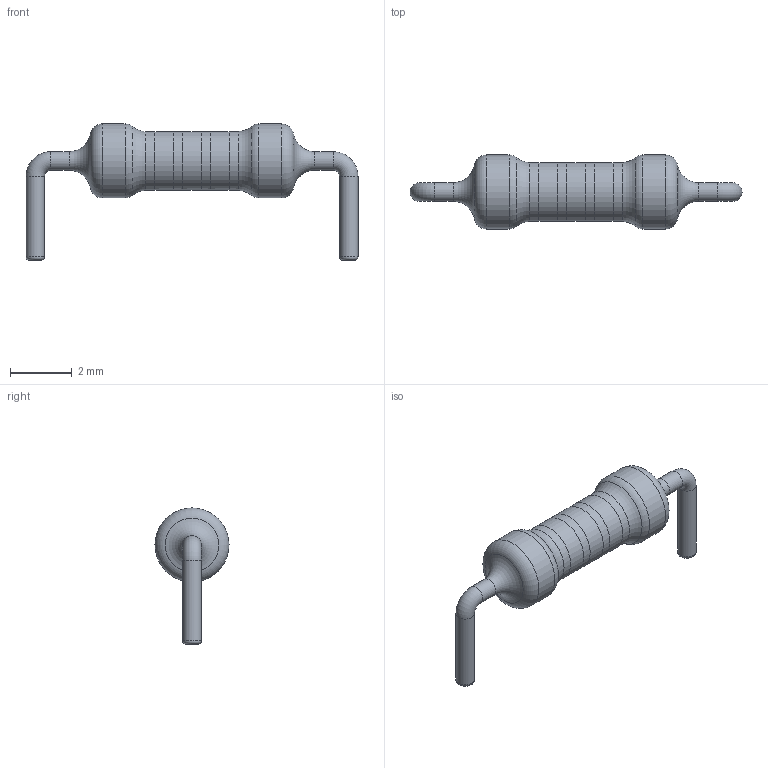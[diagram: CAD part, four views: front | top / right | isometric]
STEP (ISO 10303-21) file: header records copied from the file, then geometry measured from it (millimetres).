
FILE_DESCRIPTION(/* description */ (''),/* implementation_level */ '2;1');
FILE_NAME(/* name */ 'User_Library-Res40-Axial_Short_0_25W-5_6K_ipt_dbe7fb4f.STEP',/* time_stamp */ '2024-05-28T16:08:14+01:00',/* author */ ('rlndo'),/* organization */ (''),/* preprocessor_version */ 'ST-DEVELOPER v16.13',/* originating_system */ 'Autodesk Inventor 2018',/* authorisation */ '');
FILE_SCHEMA (('AUTOMOTIVE_DESIGN { 1 0 10303 214 3 1 1 }'));
Length unit declared in the file: millimetre
Products named in the file (1): User_Library-Res40-Axial_Short_0_25W-5_6K
Bounding box: 10.76 x 2.4 x 4.41 mm (x, y, z)
Volume: 26.3 mm3; surface area: 68.2 mm2
Topology: 1 solids, 1 shells, 27 faces, 61 edges, 36 vertices
Faces by surface type: cylinder 13, torus 12, plane 2
Full cylindrical faces by diameter (mm): 0.6 x4, 1.9 x3, 1.901 x4, 2.4 x2
Entity records: 689 total; most frequent: DIRECTION 116, CARTESIAN_POINT 88, ORIENTED_EDGE 60, AXIS2_PLACEMENT_3D 58, EDGE_LOOP 52, CIRCLE 30, VERTEX_POINT 30, EDGE_CURVE 30
